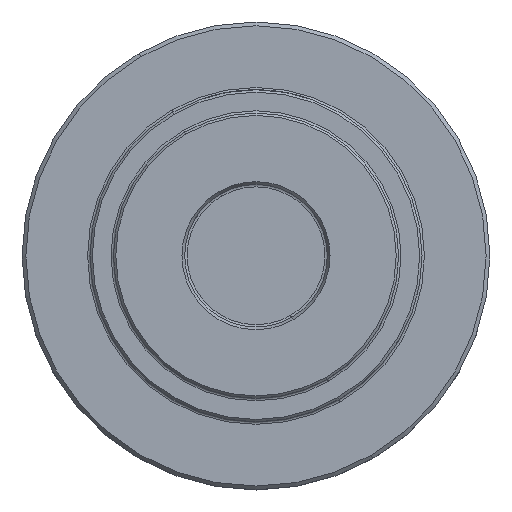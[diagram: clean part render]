
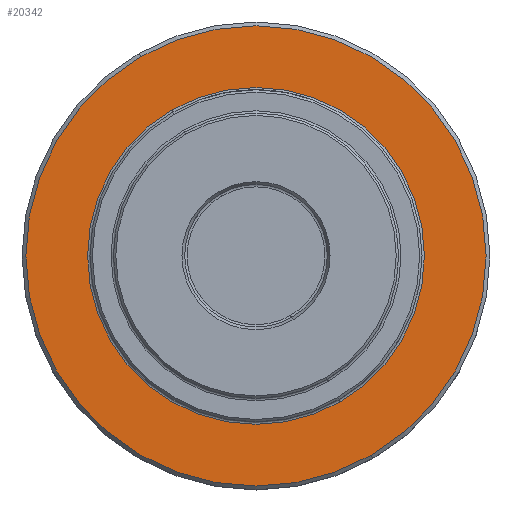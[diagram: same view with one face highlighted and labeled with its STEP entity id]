
A CAD part, top view. The second image highlights one B-rep face of the part: STEP entity #20342.
In plain terms, the highlighted planar face has unit normal (0, 0, 1).
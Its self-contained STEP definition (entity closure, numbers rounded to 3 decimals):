
#10438=CARTESIAN_POINT('',(0.,0.,19.05));
#10439=DIRECTION('',(0.,0.,1.));
#10440=DIRECTION('',(-0.5,0.866,0.));
#10441=AXIS2_PLACEMENT_3D('',#10438,#10439,#10440);
#10446=CARTESIAN_POINT('',(0.,0.,19.05));
#10447=DIRECTION('',(0.,0.,-1.));
#10448=DIRECTION('',(-0.5,0.866,0.));
#10449=AXIS2_PLACEMENT_3D('',#10446,#10447,#10448);
#10468=CARTESIAN_POINT('',(0.,0.,19.05));
#10469=DIRECTION('',(0.,0.,-1.));
#10470=DIRECTION('',(-0.5,0.866,0.));
#10471=AXIS2_PLACEMENT_3D('',#10468,#10469,#10470);
#10476=CARTESIAN_POINT('',(0.,0.,19.05));
#10477=DIRECTION('',(0.,0.,1.));
#10478=DIRECTION('',(-0.5,0.866,0.));
#10479=AXIS2_PLACEMENT_3D('',#10476,#10477,#10478);
#12007=CARTESIAN_POINT('',(-17.713,30.679,19.05));
#12009=VERTEX_POINT('',#12007);
#12010=CARTESIAN_POINT('',(-24.206,41.926,19.05));
#12012=VERTEX_POINT('',#12010);
#12067=CARTESIAN_POINT('',(17.713,-30.679,19.05));
#12069=VERTEX_POINT('',#12067);
#12070=CARTESIAN_POINT('',(24.206,-41.926,19.05));
#12072=VERTEX_POINT('',#12070);
#20327=CARTESIAN_POINT('',(0.,0.,19.05));
#20328=DIRECTION('',(0.,0.,1.));
#20329=DIRECTION('',(0.5,-0.866,0.));
#20330=AXIS2_PLACEMENT_3D('',#20327,#20328,#20329);
#20331=PLANE('',#20330);
#20333=ORIENTED_EDGE('',*,*,#20332,.T.);
#20335=ORIENTED_EDGE('',*,*,#20334,.F.);
#20336=EDGE_LOOP('',(#20333,#20335));
#20337=FACE_OUTER_BOUND('',#20336,.F.);
#20338=ORIENTED_EDGE('',*,*,#20322,.T.);
#20339=ORIENTED_EDGE('',*,*,#20306,.F.);
#20340=EDGE_LOOP('',(#20338,#20339));
#20341=FACE_BOUND('',#20340,.F.);
#20342=ADVANCED_FACE('',(#20337,#20341),#20331,.T.);
#10442=CIRCLE('',#10441,35.425);
#10450=CIRCLE('',#10449,35.425);
#10472=CIRCLE('',#10471,48.413);
#10480=CIRCLE('',#10479,48.413);
#20306=EDGE_CURVE('',#12009,#12069,#10450,.T.);
#20322=EDGE_CURVE('',#12009,#12069,#10442,.T.);
#20332=EDGE_CURVE('',#12012,#12072,#10472,.T.);
#20334=EDGE_CURVE('',#12012,#12072,#10480,.T.);
